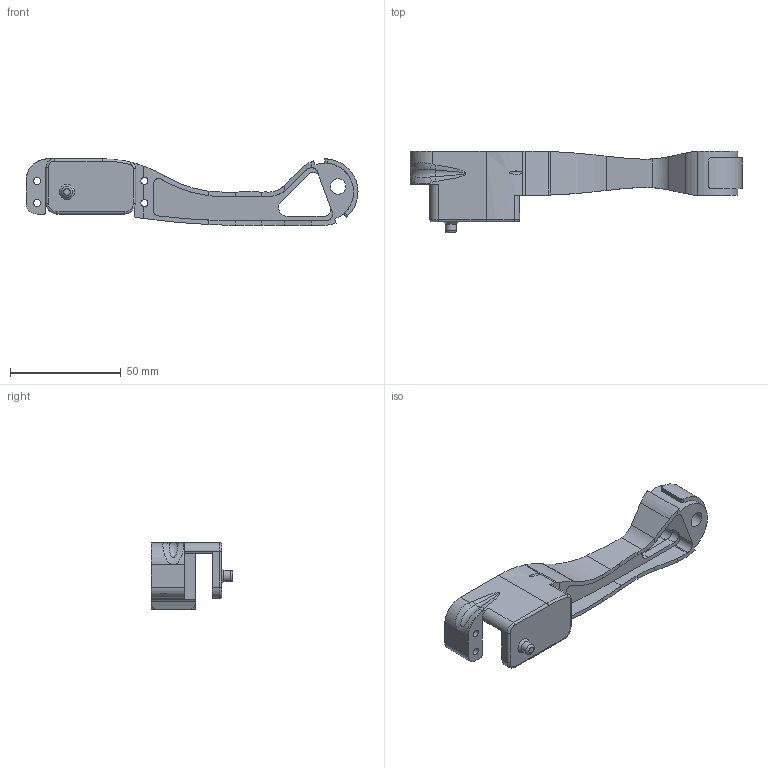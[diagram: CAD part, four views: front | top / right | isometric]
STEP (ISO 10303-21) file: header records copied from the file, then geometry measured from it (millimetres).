
FILE_DESCRIPTION( ( '' ), ' ' );
FILE_NAME( '5ee9684494b332156d5f36af.step', '2020-06-17T00:48:04', ( '' ), ( '' ), ' ', ' ', ' ' );
FILE_SCHEMA( ( 'AUTOMOTIVE_DESIGN { 1 0 10303 214 1 1 1 1 }' ) );
Length unit declared in the file: metre
Products named in the file (1): Left_Wrist
Bounding box: 150 x 36.9 x 30 mm (x, y, z)
Volume: 29669.7 mm3; surface area: 18163.5 mm2
Topology: 1 solids, 1 shells, 157 faces, 452 edges, 297 vertices
Faces by surface type: cylinder 72, plane 72, torus 6, bspline 4, cone 2, revolution 1
Full cylindrical faces by diameter (mm): 1.5 x1, 3.2 x8, 5 x1, 7 x1
Entity records: 7353 total; most frequent: CARTESIAN_POINT 1977, ORIENTED_EDGE 864, DIRECTION 843, EDGE_CURVE 432, AXIS2_PLACEMENT_3D 304, VERTEX_POINT 292, LINE 234, VECTOR 234
